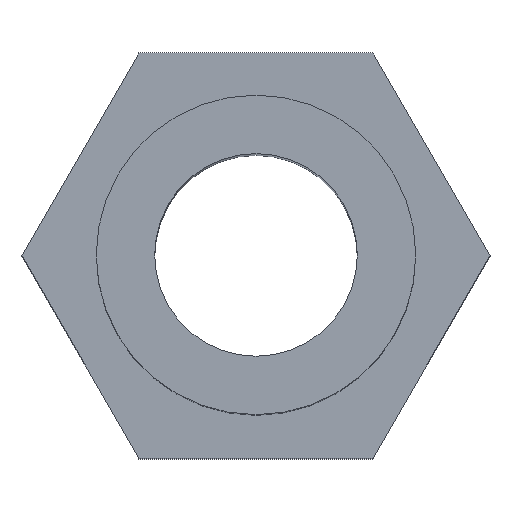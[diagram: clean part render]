
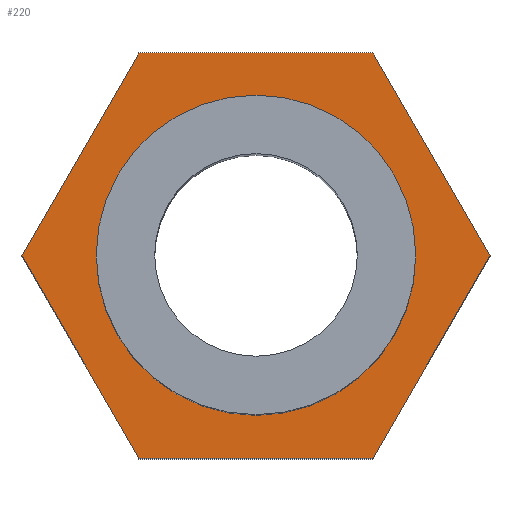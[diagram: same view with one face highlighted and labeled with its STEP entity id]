
A CAD part, top view. The second image highlights one B-rep face of the part: STEP entity #220.
In plain terms, the highlighted planar face has unit normal (0, 0, 1).
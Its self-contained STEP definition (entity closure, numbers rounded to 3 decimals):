
#17=FACE_BOUND('',#56,.T.);
#27=PLANE('',#253);
#40=FACE_OUTER_BOUND('',#55,.T.);
#55=EDGE_LOOP('',(#192,#193,#194,#195,#196,#197));
#56=EDGE_LOOP('',(#198));
#64=LINE('',#344,#85);
#67=LINE('',#350,#88);
#70=LINE('',#356,#91);
#73=LINE('',#362,#94);
#76=LINE('',#368,#97);
#79=LINE('',#372,#100);
#85=VECTOR('',#286,10.);
#88=VECTOR('',#291,10.);
#91=VECTOR('',#296,10.);
#94=VECTOR('',#301,10.);
#97=VECTOR('',#306,10.);
#100=VECTOR('',#311,10.);
#106=CIRCLE('',#245,3.942);
#112=VERTEX_POINT('',#333);
#115=VERTEX_POINT('',#341);
#116=VERTEX_POINT('',#343);
#118=VERTEX_POINT('',#349);
#120=VERTEX_POINT('',#355);
#122=VERTEX_POINT('',#361);
#124=VERTEX_POINT('',#367);
#133=EDGE_CURVE('',#112,#112,#106,.T.);
#136=EDGE_CURVE('',#116,#115,#64,.T.);
#139=EDGE_CURVE('',#118,#116,#67,.T.);
#142=EDGE_CURVE('',#120,#118,#70,.T.);
#145=EDGE_CURVE('',#122,#120,#73,.T.);
#148=EDGE_CURVE('',#124,#122,#76,.T.);
#151=EDGE_CURVE('',#115,#124,#79,.T.);
#192=ORIENTED_EDGE('',*,*,#151,.T.);
#193=ORIENTED_EDGE('',*,*,#148,.T.);
#194=ORIENTED_EDGE('',*,*,#145,.T.);
#195=ORIENTED_EDGE('',*,*,#142,.T.);
#196=ORIENTED_EDGE('',*,*,#139,.T.);
#197=ORIENTED_EDGE('',*,*,#136,.T.);
#198=ORIENTED_EDGE('',*,*,#133,.T.);
#220=ADVANCED_FACE('',(#40,#17),#27,.T.);
#245=AXIS2_PLACEMENT_3D('',#335,#278,#279);
#253=AXIS2_PLACEMENT_3D('',#373,#312,#313);
#278=DIRECTION('center_axis',(0.,0.,-1.));
#279=DIRECTION('ref_axis',(-1.,0.,0.));
#286=DIRECTION('',(0.5,-0.866,0.));
#291=DIRECTION('',(-0.5,-0.866,0.));
#296=DIRECTION('',(-1.,0.,0.));
#301=DIRECTION('',(-0.5,0.866,0.));
#306=DIRECTION('',(0.5,0.866,0.));
#311=DIRECTION('',(1.,0.,0.));
#312=DIRECTION('center_axis',(0.,0.,1.));
#313=DIRECTION('ref_axis',(1.,0.,0.));
#333=CARTESIAN_POINT('',(3.942,0.,10.));
#335=CARTESIAN_POINT('Origin',(0.,0.,10.));
#341=CARTESIAN_POINT('',(-2.887,-5.,10.));
#343=CARTESIAN_POINT('',(-5.774,0.,10.));
#344=CARTESIAN_POINT('',(-5.774,0.,10.));
#349=CARTESIAN_POINT('',(-2.887,5.,10.));
#350=CARTESIAN_POINT('',(-2.887,5.,10.));
#355=CARTESIAN_POINT('',(2.887,5.,10.));
#356=CARTESIAN_POINT('',(2.887,5.,10.));
#361=CARTESIAN_POINT('',(5.774,0.,10.));
#362=CARTESIAN_POINT('',(5.774,0.,10.));
#367=CARTESIAN_POINT('',(2.887,-5.,10.));
#368=CARTESIAN_POINT('',(2.887,-5.,10.));
#372=CARTESIAN_POINT('',(-2.887,-5.,10.));
#373=CARTESIAN_POINT('Origin',(0.,0.,10.));
